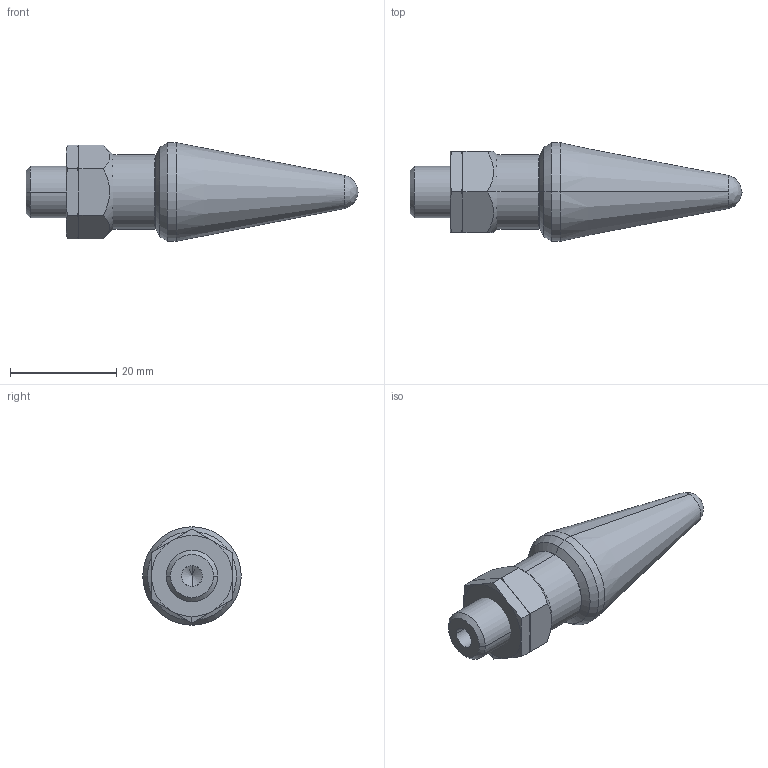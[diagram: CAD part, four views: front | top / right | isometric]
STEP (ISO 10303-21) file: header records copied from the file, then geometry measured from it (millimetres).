
FILE_DESCRIPTION (( 'STEP AP203' ), '1' );
FILE_NAME ('A2.STEP', '2017-11-13T11:39:45', ( '' ), ( '' ), 'SwSTEP 2.0', 'SolidWorks 2017', '' );
FILE_SCHEMA (( 'CONFIG_CONTROL_DESIGN' ));
Length unit declared in the file: millimetre
Products named in the file (1): A2
Bounding box: 62.48 x 18.54 x 18.54 mm (x, y, z)
Volume: 8290.1 mm3; surface area: 4674.8 mm2
Topology: 3 solids, 3 shells, 76 faces, 170 edges, 103 vertices
Faces by surface type: cone 30, cylinder 24, plane 21, bspline 1
Entity records: 2464 total; most frequent: CARTESIAN_POINT 717, DIRECTION 352, ORIENTED_EDGE 336, EDGE_CURVE 168, AXIS2_PLACEMENT_3D 146, VERTEX_POINT 103, EDGE_LOOP 89, FACE_OUTER_BOUND 76
